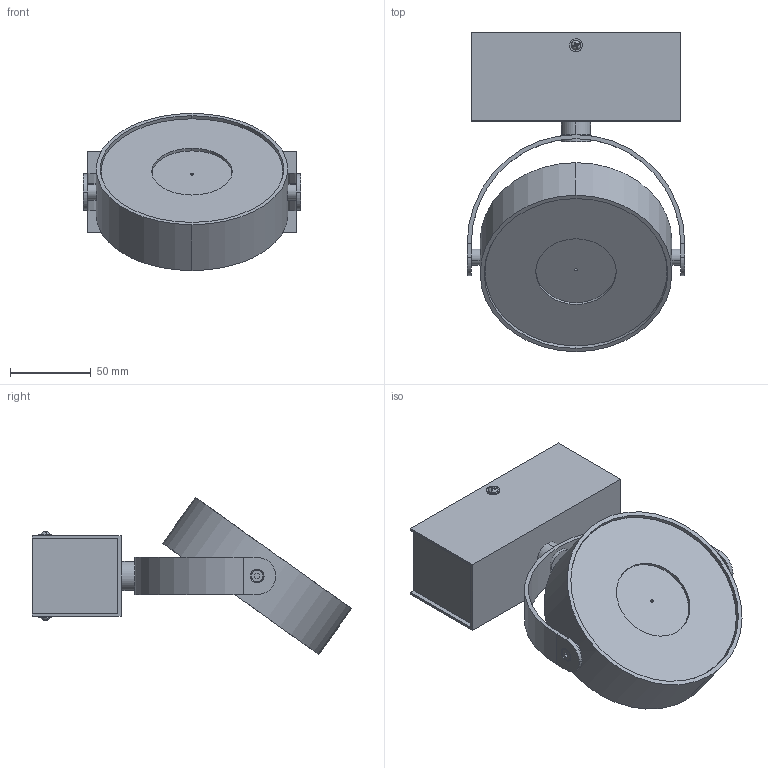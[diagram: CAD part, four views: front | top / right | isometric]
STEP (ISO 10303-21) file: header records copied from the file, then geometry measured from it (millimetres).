
FILE_DESCRIPTION (( 'STEP AP214' ), '1' );
FILE_NAME ('LBL269.STEP', '2021-12-01T06:38:45', ( 'GH' ), ( 'Microsoft' ), 'SwSTEP 2.0', 'SolidWorks 2013', '' );
FILE_SCHEMA (( 'AUTOMOTIVE_DESIGN' ));
Length unit declared in the file: millimetre
Products named in the file (14): M4x8带垫圆头十字螺丝; 等芛源菁碟-湮; LSP-140萇埭芛蟀諉粣; 笢圉埴盓殤; 笢腑芠; 笢埴遠; M4x12麥芛囀鞠褒蹟佪; 笢綴厙え; 苤埴翐; GLA-5510 GLA-5520 GLA-5530閉情芵噩; GLA-5510 GLA-5520 GLA-5530+CREE1507+A-15XXM; 笢腑芛窒璃; LBL269; 潔路翐
Assembly tree (16 placements, depth 4):
  LBL269
    等芛源菁碟-湮
    M4x8带垫圆头十字螺丝  x2
    笢腑芛窒璃
      笢圉埴盓殤
      笢腑芠
      笢埴遠
      潔路翐  x2
      LSP-140萇埭芛蟀諉粣
      M4x12麥芛囀鞠褒蹟佪  x2
      笢綴厙え
      苤埴翐
      GLA-5510 GLA-5520 GLA-5530+CREE1507+A-15XXM
        GLA-5510 GLA-5520 GLA-5530閉情芵噩
Bounding box: 135 x 198.11 x 97.56 mm (x, y, z)
Volume: 154275.4 mm3; surface area: 142433.1 mm2
Topology: 16 solids, 16 shells, 745 faces, 1727 edges, 1034 vertices
Faces by surface type: cylinder 421, plane 138, cone 92, bspline 84, torus 10
Entity records: 23277 total; most frequent: CARTESIAN_POINT 8018, ORIENTED_EDGE 3242, DIRECTION 2557, EDGE_CURVE 1621, VERTEX_POINT 966, AXIS2_PLACEMENT_3D 921, EDGE_LOOP 745, VECTOR 715
